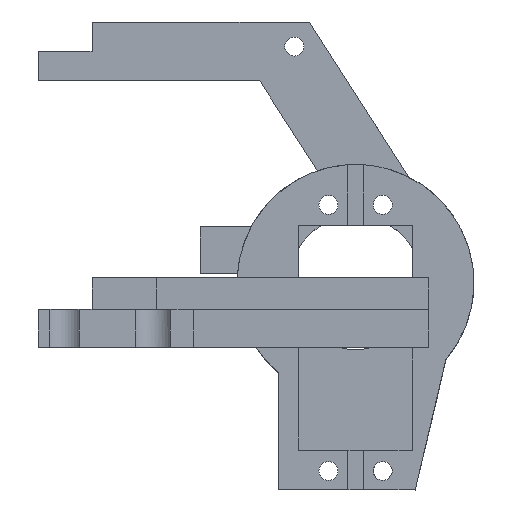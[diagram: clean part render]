
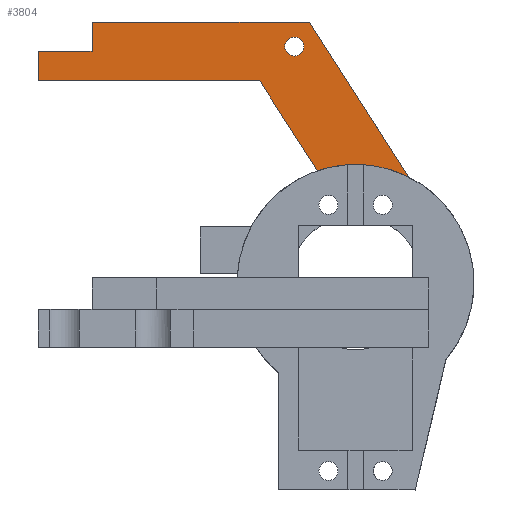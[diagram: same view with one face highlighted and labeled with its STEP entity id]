
A CAD part, left-side view. The second image highlights one B-rep face of the part: STEP entity #3804.
In plain terms, the highlighted planar face has unit normal (-1, 0, 0).
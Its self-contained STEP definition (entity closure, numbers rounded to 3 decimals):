
#67=FACE_BOUND('',#804,.T.);
#179=CIRCLE('',#3969,1.75);
#265=CIRCLE('',#4084,21.841);
#283=CIRCLE('',#4140,33429.015);
#284=CIRCLE('',#4141,33429.015);
#561=FACE_OUTER_BOUND('',#803,.T.);
#803=EDGE_LOOP('',(#3401,#3402,#3403,#3404,#3405,#3406,#3407,#3408,#3409));
#804=EDGE_LOOP('',(#3410));
#1045=LINE('',#6602,#1353);
#1050=LINE('',#6613,#1358);
#1061=LINE('',#6961,#1369);
#1063=LINE('',#6966,#1371);
#1118=LINE('',#7244,#1426);
#1119=LINE('',#7246,#1427);
#1353=VECTOR('',#5047,10.);
#1358=VECTOR('',#5054,10.);
#1369=VECTOR('',#5083,10.);
#1371=VECTOR('',#5087,10.);
#1426=VECTOR('',#5286,10.);
#1427=VECTOR('',#5289,10.);
#1611=VERTEX_POINT('',#5842);
#1710=VERTEX_POINT('',#6222);
#1711=VERTEX_POINT('',#6224);
#1768=VERTEX_POINT('',#6598);
#1770=VERTEX_POINT('',#6601);
#1774=VERTEX_POINT('',#6610);
#1775=VERTEX_POINT('',#6612);
#1783=VERTEX_POINT('',#6965);
#1785=VERTEX_POINT('',#6971);
#1786=VERTEX_POINT('',#6973);
#2037=EDGE_CURVE('',#1611,#1611,#179,.T.);
#2176=EDGE_CURVE('',#1711,#1710,#265,.T.);
#2271=EDGE_CURVE('',#1770,#1768,#1045,.T.);
#2276=EDGE_CURVE('',#1775,#1774,#1050,.T.);
#2292=EDGE_CURVE('',#1768,#1775,#1061,.T.);
#2294=EDGE_CURVE('',#1783,#1770,#1063,.T.);
#2297=EDGE_CURVE('',#1785,#1783,#283,.T.);
#2298=EDGE_CURVE('',#1786,#1785,#284,.T.);
#2368=EDGE_CURVE('',#1774,#1711,#1118,.T.);
#2369=EDGE_CURVE('',#1786,#1710,#1119,.T.);
#3401=ORIENTED_EDGE('',*,*,#2294,.T.);
#3402=ORIENTED_EDGE('',*,*,#2271,.T.);
#3403=ORIENTED_EDGE('',*,*,#2292,.T.);
#3404=ORIENTED_EDGE('',*,*,#2276,.T.);
#3405=ORIENTED_EDGE('',*,*,#2368,.T.);
#3406=ORIENTED_EDGE('',*,*,#2176,.T.);
#3407=ORIENTED_EDGE('',*,*,#2369,.F.);
#3408=ORIENTED_EDGE('',*,*,#2298,.T.);
#3409=ORIENTED_EDGE('',*,*,#2297,.T.);
#3410=ORIENTED_EDGE('',*,*,#2037,.T.);
#3616=PLANE('',#4209);
#3804=ADVANCED_FACE('',(#561,#67),#3616,.T.);
#3969=AXIS2_PLACEMENT_3D('',#5844,#4633,#4634);
#4084=AXIS2_PLACEMENT_3D('',#6225,#4888,#4889);
#4140=AXIS2_PLACEMENT_3D('',#6972,#5094,#5095);
#4141=AXIS2_PLACEMENT_3D('',#6974,#5096,#5097);
#4209=AXIS2_PLACEMENT_3D('',#7245,#5287,#5288);
#4633=DIRECTION('center_axis',(1.,0.,0.));
#4634=DIRECTION('ref_axis',(0.,1.,0.));
#4888=DIRECTION('center_axis',(1.,0.,0.));
#4889=DIRECTION('ref_axis',(0.,0.591,0.807));
#5047=DIRECTION('',(0.,1.,0.));
#5054=DIRECTION('',(0.,-1.,0.));
#5083=DIRECTION('',(0.,0.,-1.));
#5087=DIRECTION('',(0.,0.,-1.));
#5094=DIRECTION('center_axis',(1.,0.,0.));
#5095=DIRECTION('ref_axis',(0.,-1.,0.));
#5096=DIRECTION('center_axis',(1.,0.,0.));
#5097=DIRECTION('ref_axis',(0.,-1.,0.));
#5286=DIRECTION('',(0.,-0.539,-0.843));
#5287=DIRECTION('center_axis',(-1.,0.,0.));
#5288=DIRECTION('ref_axis',(0.,0.,-1.));
#5289=DIRECTION('',(0.,-0.539,-0.843));
#5842=CARTESIAN_POINT('',(14.837,-7.145,95.608));
#5844=CARTESIAN_POINT('Origin',(14.837,-7.145,97.358));
#6222=CARTESIAN_POINT('',(14.837,-28.184,73.337));
#6224=CARTESIAN_POINT('',(14.837,-11.371,74.462));
#6225=CARTESIAN_POINT('Origin',(14.837,-18.433,53.793));
#6598=CARTESIAN_POINT('',(14.837,40.103,96.484));
#6601=CARTESIAN_POINT('',(14.837,30.155,96.484));
#6602=CARTESIAN_POINT('',(14.837,14.247,96.484));
#6610=CARTESIAN_POINT('',(14.837,-0.766,91.052));
#6612=CARTESIAN_POINT('',(14.837,40.103,91.071));
#6613=CARTESIAN_POINT('',(14.837,12.05,91.058));
#6961=CARTESIAN_POINT('',(14.837,40.103,92.434));
#6965=CARTESIAN_POINT('',(14.837,30.155,101.898));
#6966=CARTESIAN_POINT('',(14.837,30.155,95.141));
#6971=CARTESIAN_POINT('',(14.837,10.109,101.885));
#6972=CARTESIAN_POINT('Origin',(14.83,-1.89,33530.897));
#6973=CARTESIAN_POINT('',(14.837,-9.937,101.884));
#6974=CARTESIAN_POINT('Origin',(14.83,-1.89,33530.897));
#7244=CARTESIAN_POINT('',(14.837,-4.259,85.588));
#7245=CARTESIAN_POINT('Origin',(14.837,-6.622,91.091));
#7246=CARTESIAN_POINT('',(14.837,-17.96,89.332));
